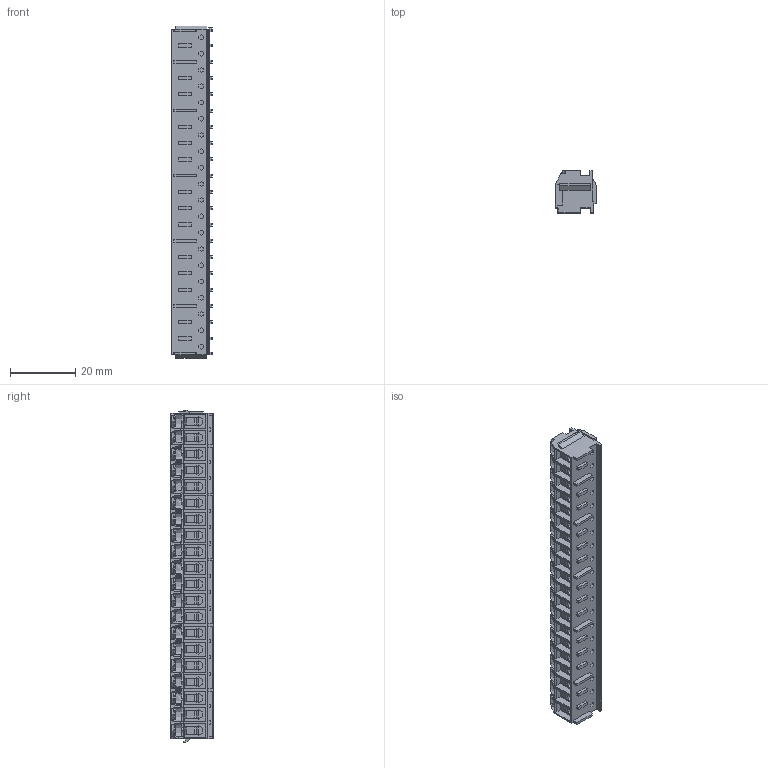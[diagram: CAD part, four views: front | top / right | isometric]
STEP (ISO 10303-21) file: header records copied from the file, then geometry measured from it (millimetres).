
FILE_DESCRIPTION((''),'2;1');
FILE_NAME('TL241T','2024-12-06T',('yanfa'),(''),'PRO/ENGINEER BY PARAMETRIC TECHNOLOGY CORPORATION, 2009280','PRO/ENGINEER BY PARAMETRIC TECHNOLOGY CORPORATION, 2009280','');
FILE_SCHEMA(('AUTOMOTIVE_DESIGN_CC2 { 1 2 10303 214 -1 1 5 2 }'));
Length unit declared in the file: millimetre
Products named in the file (1): TL241T
Bounding box: 12.4 x 13 x 102 mm (x, y, z)
Topology: 0 solids, 3 shells, 1610 faces, 4198 edges, 2732 vertices
Faces by surface type: plane 860, cylinder 474, cone 120, extrusion 116, torus 40
Entity records: 50604 total; most frequent: CARTESIAN_POINT 10661, ORIENTED_EDGE 8400, DIRECTION 8071, EDGE_CURVE 4200, VECTOR 2835, VERTEX_POINT 2733, LINE 2719, AXIS2_PLACEMENT_3D 2618
